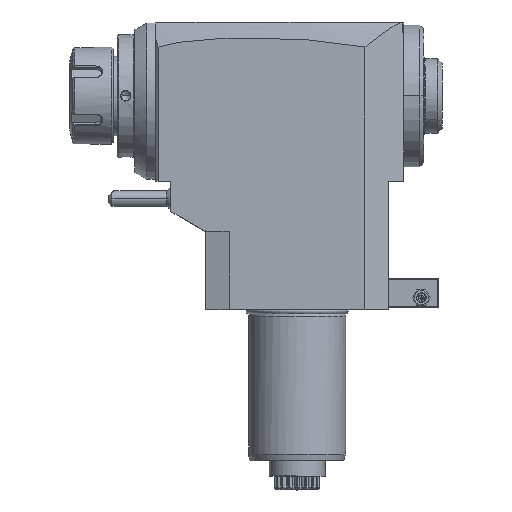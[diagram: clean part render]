
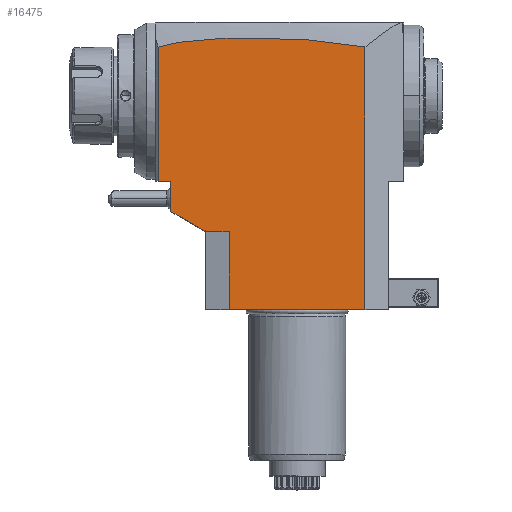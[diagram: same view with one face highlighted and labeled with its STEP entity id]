
A CAD part, top view. The second image highlights one B-rep face of the part: STEP entity #16475.
In plain terms, the highlighted planar face has unit normal (0, 0, 1).
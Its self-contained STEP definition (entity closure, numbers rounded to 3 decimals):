
#25=DIRECTION('',(-1.,0.,0.));
#26=VECTOR('',#25,70.);
#27=CARTESIAN_POINT('',(35.,0.,44.));
#28=LINE('',#27,#26);
#3977=DIRECTION('',(0.866,-0.5,0.));
#3978=VECTOR('',#3977,1.155);
#3979=CARTESIAN_POINT('',(-47.,40.577,44.));
#3980=LINE('',#3979,#3978);
#3981=DIRECTION('',(0.,1.,0.));
#3982=VECTOR('',#3981,0.577);
#3983=CARTESIAN_POINT('',(-47.,40.,44.));
#3984=LINE('',#3983,#3982);
#3985=DIRECTION('',(0.866,-0.5,0.));
#3986=VECTOR('',#3985,20.785);
#3987=CARTESIAN_POINT('',(-65.,50.392,44.));
#3988=LINE('',#3987,#3986);
#3989=DIRECTION('',(0.,-1.,0.));
#3990=VECTOR('',#3989,15.608);
#3991=CARTESIAN_POINT('',(-65.,66.,44.));
#3992=LINE('',#3991,#3990);
#3993=DIRECTION('',(0.,-1.,0.));
#3994=VECTOR('',#3993,69.054);
#3995=CARTESIAN_POINT('',(-71.5,135.054,44.));
#3996=LINE('',#3995,#3994);
#3997=CARTESIAN_POINT('',(35.,135.17,44.));
#3998=CARTESIAN_POINT('',(33.75,135.412,44.));
#3999=CARTESIAN_POINT('',(31.235,135.868,44.));
#4000=CARTESIAN_POINT('',(27.421,136.482,44.));
#4001=CARTESIAN_POINT('',(23.553,137.035,44.));
#4002=CARTESIAN_POINT('',(19.629,137.534,44.));
#4003=CARTESIAN_POINT('',(15.613,137.988,44.));
#4004=CARTESIAN_POINT('',(11.317,138.416,44.));
#4005=CARTESIAN_POINT('',(6.561,138.824,44.));
#4006=CARTESIAN_POINT('',(1.204,139.208,44.));
#4007=CARTESIAN_POINT('',(-4.428,139.525,44.));
#4008=CARTESIAN_POINT('',(-10.022,139.759,44.));
#4009=CARTESIAN_POINT('',(-15.567,139.912,44.));
#4010=CARTESIAN_POINT('',(-21.082,139.986,44.));
#4011=CARTESIAN_POINT('',(-26.523,139.98,44.));
#4012=CARTESIAN_POINT('',(-31.823,139.895,44.));
#4013=CARTESIAN_POINT('',(-36.781,139.737,44.));
#4014=CARTESIAN_POINT('',(-41.281,139.524,44.));
#4015=CARTESIAN_POINT('',(-45.236,139.276,44.));
#4016=CARTESIAN_POINT('',(-48.7,139.006,44.));
#4017=CARTESIAN_POINT('',(-51.76,138.721,44.));
#4018=CARTESIAN_POINT('',(-54.471,138.429,44.));
#4019=CARTESIAN_POINT('',(-56.889,138.13,44.));
#4020=CARTESIAN_POINT('',(-59.047,137.831,44.));
#4021=CARTESIAN_POINT('',(-60.956,137.535,44.));
#4022=CARTESIAN_POINT('',(-62.626,137.248,44.));
#4023=CARTESIAN_POINT('',(-64.103,136.971,44.));
#4024=CARTESIAN_POINT('',(-65.45,136.695,44.));
#4025=CARTESIAN_POINT('',(-66.726,136.412,44.));
#4026=CARTESIAN_POINT('',(-67.993,136.103,44.));
#4027=CARTESIAN_POINT('',(-69.229,135.772,44.));
#4028=CARTESIAN_POINT('',(-70.414,135.421,44.));
#4029=CARTESIAN_POINT('',(-71.146,135.178,44.));
#4030=CARTESIAN_POINT('',(-71.5,135.054,44.));
#4032=DIRECTION('',(0.,-1.,0.));
#4033=VECTOR('',#4032,135.17);
#4034=CARTESIAN_POINT('',(35.,135.17,44.));
#4035=LINE('',#4034,#4033);
#4076=DIRECTION('',(0.,-1.,0.));
#4077=VECTOR('',#4076,40.);
#4078=CARTESIAN_POINT('',(-35.,40.,44.));
#4079=LINE('',#4078,#4077);
#4092=DIRECTION('',(1.,0.,0.));
#4093=VECTOR('',#4092,11.);
#4094=CARTESIAN_POINT('',(-46.,40.,44.));
#4095=LINE('',#4094,#4093);
#4159=DIRECTION('',(1.,0.,0.));
#4160=VECTOR('',#4159,6.5);
#4161=CARTESIAN_POINT('',(-71.5,66.,44.));
#4162=LINE('',#4161,#4160);
#11952=CARTESIAN_POINT('',(-71.5,66.,44.));
#11953=VERTEX_POINT('',#11952);
#11954=VERTEX_POINT('',#3997);
#11955=VERTEX_POINT('',#4030);
#11974=CARTESIAN_POINT('',(-46.,40.,44.));
#11975=CARTESIAN_POINT('',(-35.,40.,44.));
#11976=VERTEX_POINT('',#11974);
#11977=VERTEX_POINT('',#11975);
#12309=CARTESIAN_POINT('',(35.,0.,44.));
#12310=CARTESIAN_POINT('',(-35.,0.,44.));
#12311=VERTEX_POINT('',#12309);
#12312=VERTEX_POINT('',#12310);
#12341=CARTESIAN_POINT('',(-65.,50.392,44.));
#12342=CARTESIAN_POINT('',(-47.,40.,44.));
#12343=VERTEX_POINT('',#12341);
#12344=VERTEX_POINT('',#12342);
#12491=CARTESIAN_POINT('',(-47.,40.577,44.));
#12493=VERTEX_POINT('',#12491);
#12557=CARTESIAN_POINT('',(-65.,66.,44.));
#12558=VERTEX_POINT('',#12557);
#16450=CARTESIAN_POINT('',(-53.475,40.,44.));
#16451=DIRECTION('',(0.,0.,1.));
#16452=DIRECTION('',(1.,0.,0.));
#16453=AXIS2_PLACEMENT_3D('',#16450,#16451,#16452);
#16454=PLANE('',#16453);
#16456=ORIENTED_EDGE('',*,*,#16455,.F.);
#16458=ORIENTED_EDGE('',*,*,#16457,.F.);
#16460=ORIENTED_EDGE('',*,*,#16459,.F.);
#16462=ORIENTED_EDGE('',*,*,#16461,.F.);
#16464=ORIENTED_EDGE('',*,*,#16463,.F.);
#16465=ORIENTED_EDGE('',*,*,#16141,.F.);
#16466=ORIENTED_EDGE('',*,*,#16188,.F.);
#16467=ORIENTED_EDGE('',*,*,#16443,.T.);
#16468=ORIENTED_EDGE('',*,*,#12586,.T.);
#16470=ORIENTED_EDGE('',*,*,#16469,.F.);
#16472=ORIENTED_EDGE('',*,*,#16471,.F.);
#16473=EDGE_LOOP('',(#16456,#16458,#16460,#16462,#16464,#16465,#16466,#16467,
#16468,#16470,#16472));
#16474=FACE_OUTER_BOUND('',#16473,.F.);
#4031=B_SPLINE_CURVE_WITH_KNOTS('',3,(#3997,#3998,#3999,#4000,#4001,#4002,#4003,
#4004,#4005,#4006,#4007,#4008,#4009,#4010,#4011,#4012,#4013,#4014,#4015,#4016,
#4017,#4018,#4019,#4020,#4021,#4022,#4023,#4024,#4025,#4026,#4027,#4028,#4029,
#4030),.UNSPECIFIED.,.F.,.F.,(4,1,1,1,1,1,1,1,1,1,1,1,1,1,1,1,1,1,1,1,1,1,1,1,1,
1,1,1,1,1,1,4),(0.,0.032,0.065,0.097,
0.129,0.161,0.194,0.226,
0.258,0.29,0.323,0.355,
0.387,0.419,0.452,0.484,
0.516,0.548,0.581,0.613,
0.645,0.677,0.71,0.742,
0.774,0.806,0.839,0.871,
0.903,0.935,0.968,1.),.UNSPECIFIED.);
#12586=EDGE_CURVE('',#12311,#12312,#28,.T.);
#16141=EDGE_CURVE('',#11955,#11953,#3996,.T.);
#16188=EDGE_CURVE('',#11954,#11955,#4031,.T.);
#16443=EDGE_CURVE('',#11954,#12311,#4035,.T.);
#16455=EDGE_CURVE('',#12493,#11976,#3980,.T.);
#16457=EDGE_CURVE('',#12344,#12493,#3984,.T.);
#16459=EDGE_CURVE('',#12343,#12344,#3988,.T.);
#16461=EDGE_CURVE('',#12558,#12343,#3992,.T.);
#16463=EDGE_CURVE('',#11953,#12558,#4162,.T.);
#16469=EDGE_CURVE('',#11977,#12312,#4079,.T.);
#16471=EDGE_CURVE('',#11976,#11977,#4095,.T.);
#16475=ADVANCED_FACE('',(#16474),#16454,.T.);
